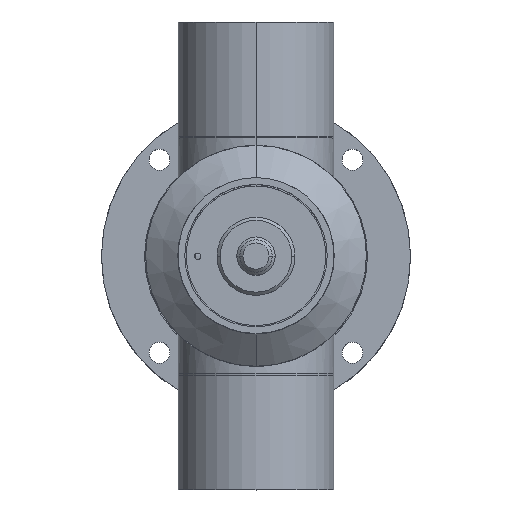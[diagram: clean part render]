
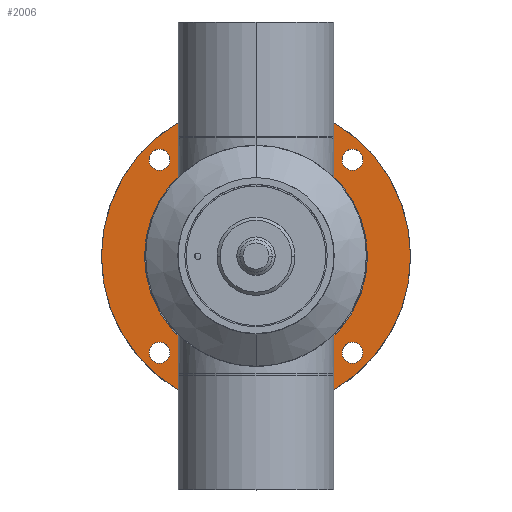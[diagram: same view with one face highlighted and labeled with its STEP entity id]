
A CAD part, top view. The second image highlights one B-rep face of the part: STEP entity #2006.
In plain terms, the highlighted planar face has unit normal (0, 0, 1).
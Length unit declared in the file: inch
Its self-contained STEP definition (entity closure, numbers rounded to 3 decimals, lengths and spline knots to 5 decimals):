
#15 = DIRECTION ( 'NONE',  ( -1., 0., 0. ) ) ;
#222 = DIRECTION ( 'NONE',  ( 0., 0., 1. ) ) ;
#349 = EDGE_CURVE ( 'NONE', #2139, #5772, #2786, .T. ) ;
#439 = AXIS2_PLACEMENT_3D ( 'NONE', #1898, #1856, #15 ) ;
#493 = CIRCLE ( 'NONE', #10602, 1.4875 ) ;
#535 = VERTEX_POINT ( 'NONE', #4009 ) ;
#671 = EDGE_CURVE ( 'NONE', #7904, #6523, #10547, .T. ) ;
#684 = EDGE_CURVE ( 'NONE', #5772, #2139, #8207, .T. ) ;
#719 = DIRECTION ( 'NONE',  ( -1., 0., 0. ) ) ;
#783 = DIRECTION ( 'NONE',  ( -1., 0., 0. ) ) ;
#800 = EDGE_CURVE ( 'NONE', #10263, #10787, #6588, .T. ) ;
#969 = EDGE_CURVE ( 'NONE', #3359, #4238, #9300, .T. ) ;
#1013 = ORIENTED_EDGE ( 'NONE', *, *, #969, .F. ) ;
#1351 = CARTESIAN_POINT ( 'NONE',  ( 1.4875, 0., -2.3 ) ) ;
#1415 = EDGE_CURVE ( 'NONE', #8448, #3239, #8049, .T. ) ;
#1418 = PLANE ( 'NONE',  #4697 ) ;
#1577 = CARTESIAN_POINT ( 'NONE',  ( -0.92808, -0.92808, -2.3 ) ) ;
#1630 = CARTESIAN_POINT ( 'NONE',  ( -0.92808, 0.92808, -2.3 ) ) ;
#1666 = CIRCLE ( 'NONE', #7026, 0.1005 ) ;
#1685 = EDGE_LOOP ( 'NONE', ( #8474, #1013 ) ) ;
#1856 = DIRECTION ( 'NONE',  ( 0., 0., 1. ) ) ;
#1872 = AXIS2_PLACEMENT_3D ( 'NONE', #1577, #2213, #2033 ) ;
#1898 = CARTESIAN_POINT ( 'NONE',  ( 0.92808, 0.92808, -2.3 ) ) ;
#1930 = CARTESIAN_POINT ( 'NONE',  ( -0.82758, 0.92808, -2.3 ) ) ;
#2006 = ADVANCED_FACE ( 'NONE', ( #6819, #9139, #4517, #2217, #11204, #8851 ), #1418, .F. ) ;
#2033 = DIRECTION ( 'NONE',  ( -1., 0., 0. ) ) ;
#2039 = EDGE_CURVE ( 'NONE', #10787, #10263, #1666, .T. ) ;
#2112 = CARTESIAN_POINT ( 'NONE',  ( -0.82758, -0.92808, -2.3 ) ) ;
#2139 = VERTEX_POINT ( 'NONE', #2273 ) ;
#2199 = EDGE_CURVE ( 'NONE', #6523, #7904, #9484, .T. ) ;
#2213 = DIRECTION ( 'NONE',  ( 0., 0., 1. ) ) ;
#2217 = FACE_BOUND ( 'NONE', #1685, .T. ) ;
#2273 = CARTESIAN_POINT ( 'NONE',  ( 0.82758, -0.92808, -2.3 ) ) ;
#2508 = DIRECTION ( 'NONE',  ( 0., 0., 1. ) ) ;
#2583 = CARTESIAN_POINT ( 'NONE',  ( 0., 0., -2.3 ) ) ;
#2786 = CIRCLE ( 'NONE', #9130, 0.1005 ) ;
#3239 = VERTEX_POINT ( 'NONE', #8582 ) ;
#3252 = AXIS2_PLACEMENT_3D ( 'NONE', #8904, #10471, #6960 ) ;
#3330 = CARTESIAN_POINT ( 'NONE',  ( 0., 0., -2.3 ) ) ;
#3359 = VERTEX_POINT ( 'NONE', #2112 ) ;
#3464 = DIRECTION ( 'NONE',  ( 1., 0., 0. ) ) ;
#3633 = DIRECTION ( 'NONE',  ( 0., 0., 1. ) ) ;
#3914 = CARTESIAN_POINT ( 'NONE',  ( -1.07243, 0., -2.3 ) ) ;
#3973 = AXIS2_PLACEMENT_3D ( 'NONE', #9886, #10130, #8655 ) ;
#4009 = CARTESIAN_POINT ( 'NONE',  ( -1.4875, 0., -2.3 ) ) ;
#4135 = DIRECTION ( 'NONE',  ( 0., 0., 1. ) ) ;
#4202 = ORIENTED_EDGE ( 'NONE', *, *, #8630, .F. ) ;
#4209 = DIRECTION ( 'NONE',  ( 1., 0., 0. ) ) ;
#4238 = VERTEX_POINT ( 'NONE', #9222 ) ;
#4285 = DIRECTION ( 'NONE',  ( -1., 0., 0. ) ) ;
#4322 = DIRECTION ( 'NONE',  ( 0., 0., -1. ) ) ;
#4439 = CARTESIAN_POINT ( 'NONE',  ( -0.75832, -0.75832, -2.3 ) ) ;
#4479 = ORIENTED_EDGE ( 'NONE', *, *, #349, .F. ) ;
#4517 = FACE_BOUND ( 'NONE', #10537, .T. ) ;
#4521 = CARTESIAN_POINT ( 'NONE',  ( 0.92808, -0.92808, -2.3 ) ) ;
#4697 = AXIS2_PLACEMENT_3D ( 'NONE', #4439, #4322, #4285 ) ;
#4754 = AXIS2_PLACEMENT_3D ( 'NONE', #4796, #10913, #5682 ) ;
#4796 = CARTESIAN_POINT ( 'NONE',  ( -0.92808, -0.92808, -2.3 ) ) ;
#4934 = EDGE_LOOP ( 'NONE', ( #6800, #4202 ) ) ;
#5092 = CARTESIAN_POINT ( 'NONE',  ( 0.92808, 0.92808, -2.3 ) ) ;
#5320 = ORIENTED_EDGE ( 'NONE', *, *, #1415, .F. ) ;
#5556 = CARTESIAN_POINT ( 'NONE',  ( 1.02858, -0.92808, -2.3 ) ) ;
#5682 = DIRECTION ( 'NONE',  ( -1., 0., 0. ) ) ;
#5720 = ORIENTED_EDGE ( 'NONE', *, *, #2039, .F. ) ;
#5772 = VERTEX_POINT ( 'NONE', #5556 ) ;
#6020 = EDGE_LOOP ( 'NONE', ( #5720, #10385 ) ) ;
#6032 = CARTESIAN_POINT ( 'NONE',  ( -1.02858, 0.92808, -2.3 ) ) ;
#6493 = ORIENTED_EDGE ( 'NONE', *, *, #684, .F. ) ;
#6523 = VERTEX_POINT ( 'NONE', #8752 ) ;
#6588 = CIRCLE ( 'NONE', #3252, 0.1005 ) ;
#6590 = ORIENTED_EDGE ( 'NONE', *, *, #2199, .F. ) ;
#6652 = CARTESIAN_POINT ( 'NONE',  ( 0.92808, -0.92808, -2.3 ) ) ;
#6767 = DIRECTION ( 'NONE',  ( 0., 0., 1. ) ) ;
#6794 = DIRECTION ( 'NONE',  ( -1., 0., 0. ) ) ;
#6800 = ORIENTED_EDGE ( 'NONE', *, *, #9240, .F. ) ;
#6819 = FACE_OUTER_BOUND ( 'NONE', #4934, .T. ) ;
#6856 = CIRCLE ( 'NONE', #11059, 1.4875 ) ;
#6960 = DIRECTION ( 'NONE',  ( -1., 0., 0. ) ) ;
#7026 = AXIS2_PLACEMENT_3D ( 'NONE', #1630, #3633, #719 ) ;
#7538 = AXIS2_PLACEMENT_3D ( 'NONE', #5092, #2508, #783 ) ;
#7640 = EDGE_LOOP ( 'NONE', ( #6590, #8420 ) ) ;
#7787 = VERTEX_POINT ( 'NONE', #1351 ) ;
#7904 = VERTEX_POINT ( 'NONE', #11268 ) ;
#8049 = CIRCLE ( 'NONE', #3973, 1.07243 ) ;
#8056 = EDGE_LOOP ( 'NONE', ( #8407, #5320 ) ) ;
#8207 = CIRCLE ( 'NONE', #8676, 0.1005 ) ;
#8276 = DIRECTION ( 'NONE',  ( -1., 0., 0. ) ) ;
#8407 = ORIENTED_EDGE ( 'NONE', *, *, #8596, .F. ) ;
#8420 = ORIENTED_EDGE ( 'NONE', *, *, #671, .F. ) ;
#8448 = VERTEX_POINT ( 'NONE', #3914 ) ;
#8474 = ORIENTED_EDGE ( 'NONE', *, *, #9068, .F. ) ;
#8582 = CARTESIAN_POINT ( 'NONE',  ( 1.07243, 0., -2.3 ) ) ;
#8596 = EDGE_CURVE ( 'NONE', #3239, #8448, #9178, .T. ) ;
#8630 = EDGE_CURVE ( 'NONE', #535, #7787, #6856, .T. ) ;
#8654 = DIRECTION ( 'NONE',  ( 0., 0., -1. ) ) ;
#8655 = DIRECTION ( 'NONE',  ( 1., 0., 0. ) ) ;
#8676 = AXIS2_PLACEMENT_3D ( 'NONE', #4521, #222, #8276 ) ;
#8752 = CARTESIAN_POINT ( 'NONE',  ( 0.82758, 0.92808, -2.3 ) ) ;
#8851 = FACE_BOUND ( 'NONE', #7640, .T. ) ;
#8904 = CARTESIAN_POINT ( 'NONE',  ( -0.92808, 0.92808, -2.3 ) ) ;
#9068 = EDGE_CURVE ( 'NONE', #4238, #3359, #10826, .T. ) ;
#9130 = AXIS2_PLACEMENT_3D ( 'NONE', #6652, #6767, #6794 ) ;
#9139 = FACE_BOUND ( 'NONE', #8056, .T. ) ;
#9178 = CIRCLE ( 'NONE', #9275, 1.07243 ) ;
#9222 = CARTESIAN_POINT ( 'NONE',  ( -1.02858, -0.92808, -2.3 ) ) ;
#9240 = EDGE_CURVE ( 'NONE', #7787, #535, #493, .T. ) ;
#9275 = AXIS2_PLACEMENT_3D ( 'NONE', #9339, #4135, #10220 ) ;
#9300 = CIRCLE ( 'NONE', #1872, 0.1005 ) ;
#9339 = CARTESIAN_POINT ( 'NONE',  ( 0., 0., -2.3 ) ) ;
#9400 = DIRECTION ( 'NONE',  ( 0., 0., -1. ) ) ;
#9484 = CIRCLE ( 'NONE', #439, 0.1005 ) ;
#9886 = CARTESIAN_POINT ( 'NONE',  ( 0., 0., -2.3 ) ) ;
#10130 = DIRECTION ( 'NONE',  ( 0., 0., 1. ) ) ;
#10220 = DIRECTION ( 'NONE',  ( 1., 0., 0. ) ) ;
#10263 = VERTEX_POINT ( 'NONE', #1930 ) ;
#10385 = ORIENTED_EDGE ( 'NONE', *, *, #800, .F. ) ;
#10471 = DIRECTION ( 'NONE',  ( 0., 0., 1. ) ) ;
#10537 = EDGE_LOOP ( 'NONE', ( #4479, #6493 ) ) ;
#10547 = CIRCLE ( 'NONE', #7538, 0.1005 ) ;
#10602 = AXIS2_PLACEMENT_3D ( 'NONE', #2583, #8654, #3464 ) ;
#10787 = VERTEX_POINT ( 'NONE', #6032 ) ;
#10826 = CIRCLE ( 'NONE', #4754, 0.1005 ) ;
#10913 = DIRECTION ( 'NONE',  ( 0., 0., 1. ) ) ;
#11059 = AXIS2_PLACEMENT_3D ( 'NONE', #3330, #9400, #4209 ) ;
#11204 = FACE_BOUND ( 'NONE', #6020, .T. ) ;
#11268 = CARTESIAN_POINT ( 'NONE',  ( 1.02858, 0.92808, -2.3 ) ) ;
